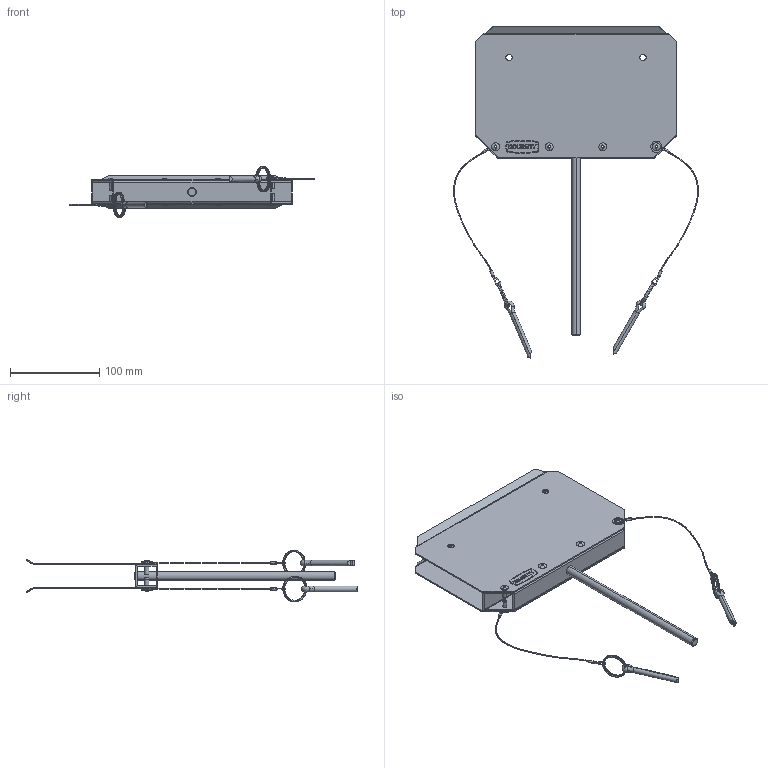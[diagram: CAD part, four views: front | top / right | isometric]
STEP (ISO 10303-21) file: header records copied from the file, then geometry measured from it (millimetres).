
FILE_DESCRIPTION (( 'STEP AP203' ), '1' );
FILE_NAME ('G1140.STEP', '2018-09-25T15:36:08', ( '' ), ( '' ), 'SwSTEP 2.0', 'SolidWorks 2016', '' );
FILE_SCHEMA (( 'CONFIG_CONTROL_DESIGN' ));
Length unit declared in the file: millimetre
Products named in the file (12): TH1979_TH1980; TH1979_TH1979; B Washer_Bright washer BS 4320 - M6 (Form B); B0004; TH1984; F744 _ISO 1234-1x6-F; F737; G1140; S2605_For T74800; TH1981_TH1981; S2663; TH1985_TH1985
Assembly tree (23 placements, depth 3):
  G1140
    TH1985_TH1985
      TH1981_TH1981
      TH1984
    TH1979_TH1980
    TH1979_TH1979
    F737  x8
    S2605_For T74800  x2
    S2663  x2
    B Washer_Bright washer BS 4320 - M6 (Form B)  x2
    F744 _ISO 1234-1x6-F  x2
    B0004  x2
Bounding box: 274.23 x 371.71 x 57.47 mm (x, y, z)
Volume: 148389.2 mm3; surface area: 188504.1 mm2
Topology: 22 solids, 22 shells, 560 faces, 1372 edges, 888 vertices
Faces by surface type: plane 210, cylinder 208, bspline 86, torus 36, cone 20
Entity records: 13704 total; most frequent: CARTESIAN_POINT 4679, ORIENTED_EDGE 1562, DIRECTION 1502, EDGE_CURVE 781, AXIS2_PLACEMENT_3D 553, VERTEX_POINT 506, VECTOR 396, LINE 396
